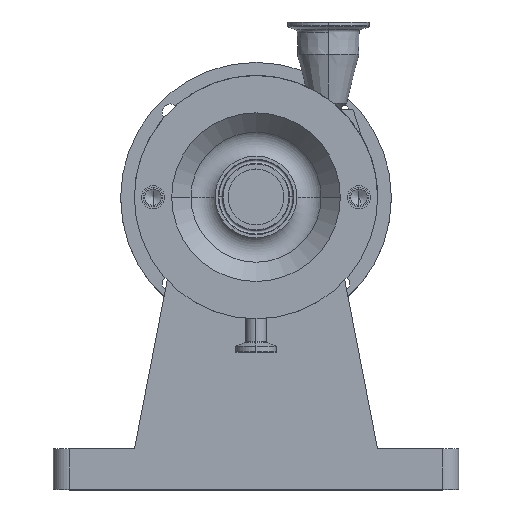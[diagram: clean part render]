
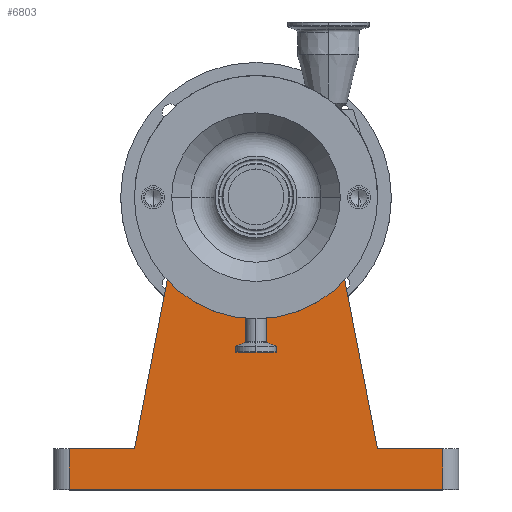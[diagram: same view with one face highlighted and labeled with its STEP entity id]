
A CAD part, top view. The second image highlights one B-rep face of the part: STEP entity #6803.
In plain terms, the highlighted planar face has unit normal (0, 0, 1).
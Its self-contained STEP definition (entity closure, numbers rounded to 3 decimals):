
#33 = VERTEX_POINT ( 'NONE', #168 ) ;
#72 = EDGE_CURVE ( 'NONE', #7659, #33, #196, .T. ) ;
#101 = VERTEX_POINT ( 'NONE', #257 ) ;
#168 = CARTESIAN_POINT ( 'NONE',  ( -74.91, -155., 125. ) ) ;
#177 = DIRECTION ( 'NONE',  ( 1., 0., 0. ) ) ;
#194 = VECTOR ( 'NONE', #177, 1000. ) ;
#195 = CARTESIAN_POINT ( 'NONE',  ( 125., -155., 125. ) ) ;
#196 = LINE ( 'NONE', #195, #194 ) ;
#257 = CARTESIAN_POINT ( 'NONE',  ( 74.91, -155., 125. ) ) ;
#276 = DIRECTION ( 'NONE',  ( 1., 0., 0. ) ) ;
#277 = VECTOR ( 'NONE', #276, 1000. ) ;
#278 = CARTESIAN_POINT ( 'NONE',  ( 125., -155., 125. ) ) ;
#294 = LINE ( 'NONE', #278, #277 ) ;
#1218 = LINE ( 'NONE', #1262, #1257 ) ;
#1245 = DIRECTION ( 'NONE',  ( -1., 0., 0. ) ) ;
#1253 = FACE_OUTER_BOUND ( 'NONE', #6788, .T. ) ;
#1254 = PLANE ( 'NONE',  #1263 ) ;
#1256 = DIRECTION ( 'NONE',  ( -0.191, -0.982, 0. ) ) ;
#1257 = VECTOR ( 'NONE', #1256, 1000. ) ;
#1262 = CARTESIAN_POINT ( 'NONE',  ( -47.697, -15., 125. ) ) ;
#1263 = AXIS2_PLACEMENT_3D ( 'NONE', #1280, #1279, #1245 ) ;
#1279 = DIRECTION ( 'NONE',  ( 0., 0., -1. ) ) ;
#1280 = CARTESIAN_POINT ( 'NONE',  ( 125., -155., 125. ) ) ;
#1285 = CARTESIAN_POINT ( 'NONE',  ( 74.91, -155., 125. ) ) ;
#1334 = DIRECTION ( 'NONE',  ( -0.191, 0.982, 0. ) ) ;
#1335 = VECTOR ( 'NONE', #1334, 1000. ) ;
#1342 = LINE ( 'NONE', #1285, #1335 ) ;
#1508 = CARTESIAN_POINT ( 'NONE',  ( -47.697, -15., 125. ) ) ;
#1649 = LINE ( 'NONE', #1701, #1700 ) ;
#1697 = CARTESIAN_POINT ( 'NONE',  ( 115., -180., 125. ) ) ;
#1699 = DIRECTION ( 'NONE',  ( 0., 1., 0. ) ) ;
#1700 = VECTOR ( 'NONE', #1699, 1000. ) ;
#1701 = CARTESIAN_POINT ( 'NONE',  ( 115., -155., 125. ) ) ;
#1894 = EDGE_CURVE ( 'NONE', #101, #7557, #294, .T. ) ;
#1902 = DIRECTION ( 'NONE',  ( 1., 0., 0. ) ) ;
#1903 = DIRECTION ( 'NONE',  ( 0., 0., -1. ) ) ;
#1904 = CARTESIAN_POINT ( 'NONE',  ( 0., 0., 125. ) ) ;
#1905 = AXIS2_PLACEMENT_3D ( 'NONE', #1904, #1903, #1902 ) ;
#1906 = CIRCLE ( 'NONE', #1905, 50. ) ;
#1962 = CARTESIAN_POINT ( 'NONE',  ( 47.697, -15., 125. ) ) ;
#2220 = CARTESIAN_POINT ( 'NONE',  ( 115., -155., 125. ) ) ;
#2365 = DIRECTION ( 'NONE',  ( 1., 0., 0. ) ) ;
#2366 = VECTOR ( 'NONE', #2365, 1000. ) ;
#2367 = CARTESIAN_POINT ( 'NONE',  ( 125., -180., 125. ) ) ;
#2368 = LINE ( 'NONE', #2367, #2366 ) ;
#2419 = CARTESIAN_POINT ( 'NONE',  ( -115., -155., 125. ) ) ;
#2502 = CARTESIAN_POINT ( 'NONE',  ( -115., -180., 125. ) ) ;
#2515 = CARTESIAN_POINT ( 'NONE',  ( -115., -155., 125. ) ) ;
#2555 = DIRECTION ( 'NONE',  ( 0., -1., 0. ) ) ;
#2556 = VECTOR ( 'NONE', #2555, 1000. ) ;
#2557 = LINE ( 'NONE', #2515, #2556 ) ;
#2666 = ORIENTED_EDGE ( 'NONE', *, *, #7721, .T. ) ;
#6788 = EDGE_LOOP ( 'NONE', ( #6813, #2666, #6826, #6825, #6834, #6795, #6828, #6821 ) ) ;
#6794 = EDGE_CURVE ( 'NONE', #7149, #33, #1218, .T. ) ;
#6795 = ORIENTED_EDGE ( 'NONE', *, *, #6831, .T. ) ;
#6803 = ADVANCED_FACE ( 'NONE', ( #1253 ), #1254, .F. ) ;
#6813 = ORIENTED_EDGE ( 'NONE', *, *, #72, .F. ) ;
#6821 = ORIENTED_EDGE ( 'NONE', *, *, #6794, .T. ) ;
#6825 = ORIENTED_EDGE ( 'NONE', *, *, #7248, .T. ) ;
#6826 = ORIENTED_EDGE ( 'NONE', *, *, #7647, .T. ) ;
#6828 = ORIENTED_EDGE ( 'NONE', *, *, #7361, .T. ) ;
#6831 = EDGE_CURVE ( 'NONE', #101, #7416, #1342, .T. ) ;
#6834 = ORIENTED_EDGE ( 'NONE', *, *, #1894, .F. ) ;
#7149 = VERTEX_POINT ( 'NONE', #1508 ) ;
#7248 = EDGE_CURVE ( 'NONE', #7263, #7557, #1649, .T. ) ;
#7263 = VERTEX_POINT ( 'NONE', #1697 ) ;
#7361 = EDGE_CURVE ( 'NONE', #7416, #7149, #1906, .T. ) ;
#7416 = VERTEX_POINT ( 'NONE', #1962 ) ;
#7557 = VERTEX_POINT ( 'NONE', #2220 ) ;
#7647 = EDGE_CURVE ( 'NONE', #7724, #7263, #2368, .T. ) ;
#7659 = VERTEX_POINT ( 'NONE', #2419 ) ;
#7721 = EDGE_CURVE ( 'NONE', #7659, #7724, #2557, .T. ) ;
#7724 = VERTEX_POINT ( 'NONE', #2502 ) ;
